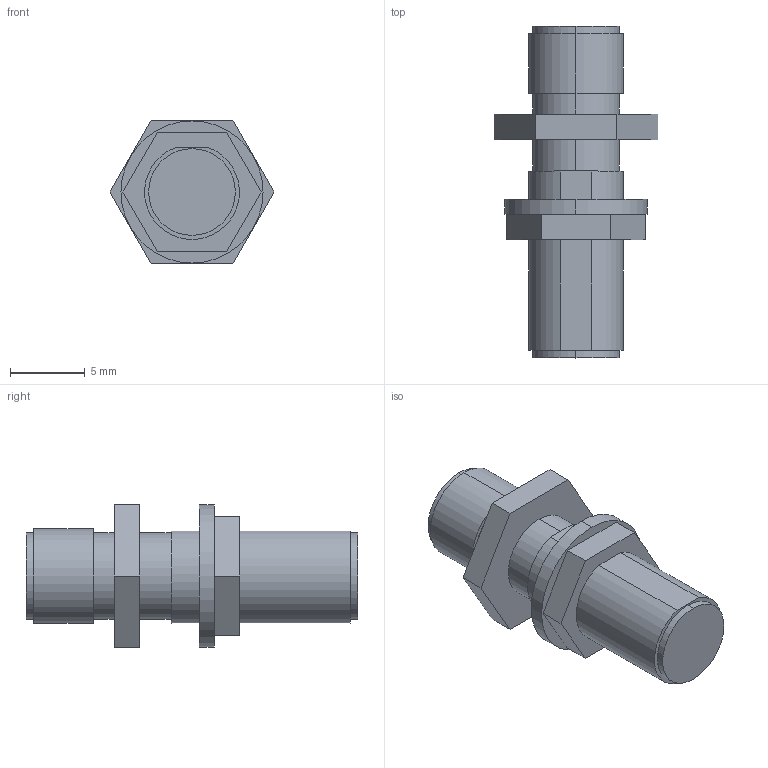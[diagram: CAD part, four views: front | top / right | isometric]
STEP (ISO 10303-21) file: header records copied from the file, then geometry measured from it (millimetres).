
FILE_DESCRIPTION (( 'STEP AP214' ), '1' );
FILE_NAME ('41661~0.STEP', '2018-10-31T10:49:07', ( '' ), ( '' ), 'SwSTEP 2.0', 'SolidWorks 2018', '' );
FILE_SCHEMA (( 'AUTOMOTIVE_DESIGN' ));
Length unit declared in the file: millimetre
Products named in the file (2): 41661~0
Bounding box: 10.97 x 22.2 x 9.5 mm (x, y, z)
Volume: 802.4 mm3; surface area: 764.6 mm2
Topology: 1 solids, 1 shells, 42 faces, 90 edges, 60 vertices
Faces by surface type: plane 26, cylinder 16
Entity records: 1239 total; most frequent: DIRECTION 210, CARTESIAN_POINT 194, ORIENTED_EDGE 180, EDGE_CURVE 90, AXIS2_PLACEMENT_3D 76, VERTEX_POINT 60, LINE 58, VECTOR 58
